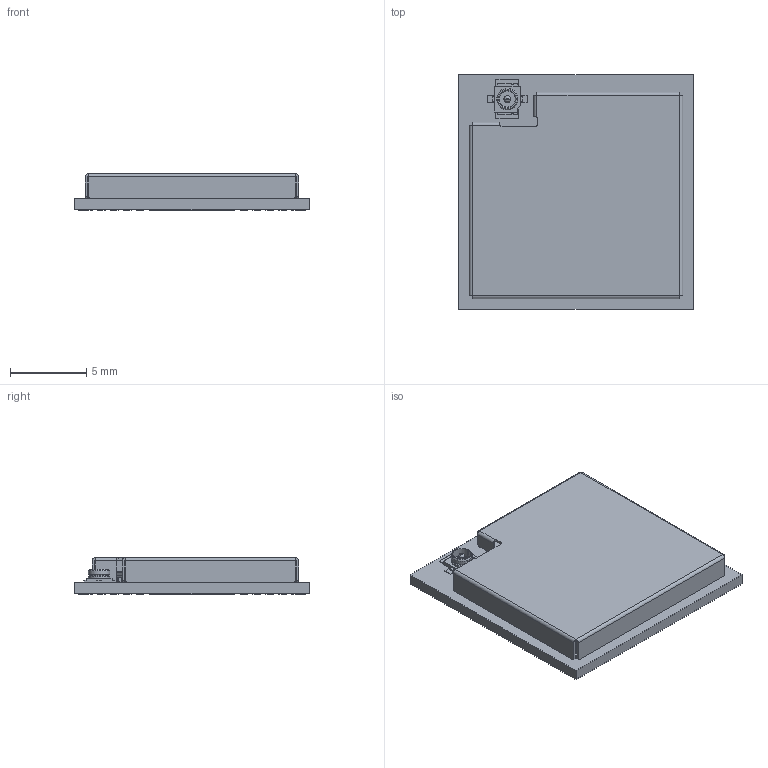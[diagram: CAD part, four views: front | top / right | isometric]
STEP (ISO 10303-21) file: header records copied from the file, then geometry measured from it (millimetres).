
FILE_DESCRIPTION (( 'STEP AP214' ), '1' );
FILE_NAME ('PCB_ESP32-S2-MINI-1U_20211119.STEP', '2021-11-19T06:46:50', ( '' ), ( '' ), 'SwSTEP 2.0', 'SolidWorks', '' );
FILE_SCHEMA (( 'AUTOMOTIVE_DESIGN' ));
Length unit declared in the file: millimetre
Products named in the file (247): uid__1-354^DesignRootModel_PCB_ESP32-S2-MINI-1U_V1(2)_PCB_ESP32-S2-MINI-1U_V1; uid__1-409^DesignRootModel_PCB_ESP32-S2-MINI-1U_V1(2)_PCB_ESP32-S2-MINI-1U_V1; uid__4-206^DesignRootModel_PCB_ESP32-S2-MINI-1U_V1(2)_PCB_ESP32-S2-MINI-1U_V1; Submodel-C0201_part^DesignRootModel_PCB_ESP32-S2-MINI-1U_V1(2)_PCB_ESP32-S2-MINI-1U_V1; uid__4-203^DesignRootModel_PCB_ESP32-S2-MINI-1U_V1(2)_PCB_ESP32-S2-MINI-1U_V1; uid__1-340^DesignRootModel_PCB_ESP32-S2-MINI-1U_V1(2)_PCB_ESP32-S2-MINI-1U_V1; Submodel-R0201_part^DesignRootModel_PCB_ESP32-S2-MINI-1U_V1(2)_PCB_ESP32-S2-MINI-1U_V1; uid__1-286^DesignRootModel_PCB_ESP32-S2-MINI-1U_V1(2)_PCB_ESP32-S2-MINI-1U_V1; uid__4-197^DesignRootModel_PCB_ESP32-S2-MINI-1U_V1(2)_PCB_ESP32-S2-MINI-1U_V1; uid__4-191^DesignRootModel_PCB_ESP32-S2-MINI-1U_V1(2)_PCB_ESP32-S2-MINI-1U_V1; uid__1-349^DesignRootModel_PCB_ESP32-S2-MINI-1U_V1(2)_PCB_ESP32-S2-MINI-1U_V1; uid__4-54^DesignRootModel_PCB_ESP32-S2-MINI-1U_V1(2)_PCB_ESP32-S2-MINI-1U_V1; uid__1-307^DesignRootModel_PCB_ESP32-S2-MINI-1U_V1(2)_PCB_ESP32-S2-MINI-1U_V1; uid__1-430^DesignRootModel_PCB_ESP32-S2-MINI-1U_V1(2)_PCB_ESP32-S2-MINI-1U_V1; C0201_20210301.STEP^Submodel-C0201_part_DesignRootModel_PCB_ESP32-S2-MINI-1U_V1(2)_PCB_ESP32-S2-MINI-1U_V1; uid__1-268^DesignRootModel_PCB_ESP32-S2-MINI-1U_V1(2)_PCB_ESP32-S2-MINI-1U_V1; DesignRootModel^PCB_ESP32-S2-MINI-1U_V1(2)_PCB_ESP32-S2-MINI-1U_V1; uid__4-14^DesignRootModel_PCB_ESP32-S2-MINI-1U_V1(2)_PCB_ESP32-S2-MINI-1U_V1; uid__1-439^DesignRootModel_PCB_ESP32-S2-MINI-1U_V1(2)_PCB_ESP32-S2-MINI-1U_V1; uid__4-77^DesignRootModel_PCB_ESP32-S2-MINI-1U_V1(2)_PCB_ESP32-S2-MINI-1U_V1; uid__1-281^DesignRootModel_PCB_ESP32-S2-MINI-1U_V1(2)_PCB_ESP32-S2-MINI-1U_V1; uid__1-425^DesignRootModel_PCB_ESP32-S2-MINI-1U_V1(2)_PCB_ESP32-S2-MINI-1U_V1; uid__1-245^DesignRootModel_PCB_ESP32-S2-MINI-1U_V1(2)_PCB_ESP32-S2-MINI-1U_V1; DFN1006.STEP^Submodel-SOD882_part_DesignRootModel_PCB_ESP32-S2-MINI-1U_V1(2)_PCB_ESP32-S2-MINI-1U_V1; uid__4-127^DesignRootModel_PCB_ESP32-S2-MINI-1U_V1(2)_PCB_ESP32-S2-MINI-1U_V1; uid__1-285^DesignRootModel_PCB_ESP32-S2-MINI-1U_V1(2)_PCB_ESP32-S2-MINI-1U_V1; uid__4-205^DesignRootModel_PCB_ESP32-S2-MINI-1U_V1(2)_PCB_ESP32-S2-MINI-1U_V1; R0201_20210301.STEP^Submodel-R0201_part_DesignRootModel_PCB_ESP32-S2-MINI-1U_V1(2)_PCB_ESP32-S2-MINI-1U_V1; uid__1-368^DesignRootModel_PCB_ESP32-S2-MINI-1U_V1(2)_PCB_ESP32-S2-MINI-1U_V1; uid__1-306^DesignRootModel_PCB_ESP32-S2-MINI-1U_V1(2)_PCB_ESP32-S2-MINI-1U_V1; uid__1-395^DesignRootModel_PCB_ESP32-S2-MINI-1U_V1(2)_PCB_ESP32-S2-MINI-1U_V1; ESP32-S2_20210301.STEP^Submodel-QFN56_0P4_7_part_DesignRootModel_PCB_ESP32-S2-MINI-1U_V1(2)_PCB_ESP32-S2-MINI-1U_V1; uid__1-331^DesignRootModel_PCB_ESP32-S2-MINI-1U_V1(2)_PCB_ESP32-S2-MINI-1U_V1; uid__1-284^DesignRootModel_PCB_ESP32-S2-MINI-1U_V1(2)_PCB_ESP32-S2-MINI-1U_V1; uid__4-4^DesignRootModel_PCB_ESP32-S2-MINI-1U_V1(2)_PCB_ESP32-S2-MINI-1U_V1; uid__1-427^DesignRootModel_PCB_ESP32-S2-MINI-1U_V1(2)_PCB_ESP32-S2-MINI-1U_V1; uid__4-68^DesignRootModel_PCB_ESP32-S2-MINI-1U_V1(2)_PCB_ESP32-S2-MINI-1U_V1; uid__1-299^DesignRootModel_PCB_ESP32-S2-MINI-1U_V1(2)_PCB_ESP32-S2-MINI-1U_V1; uid__4-13^DesignRootModel_PCB_ESP32-S2-MINI-1U_V1(2)_PCB_ESP32-S2-MINI-1U_V1; L0201_20210301.STEP^Submodel-L0201_part_DesignRootModel_PCB_ESP32-S2-MINI-1U_V1(2)_PCB_ESP32-S2-MINI-1U_V1 ...
Assembly tree (263 placements, depth 6):
  PCB_ESP32-S2-MINI-1U_20211119
    PCB_ESP32-S2-MINI-1U_V1(2)^PCB_ESP32-S2-MINI-1U_V1
      DesignRootModel^PCB_ESP32-S2-MINI-1U_V1(2)_PCB_ESP32-S2-MINI-1U_V1
        Submodel-SOD882_part^DesignRootModel_PCB_ESP32-S2-MINI-1U_V1(2)_PCB_ESP32-S2-MINI-1U_V1
          DFN1006.STEP^Submodel-SOD882_part_DesignRootModel_PCB_ESP32-S2-MINI-1U_V1(2)_PCB_ESP32-S2-MINI-1U_V1
            DFN1006.STEP^DFN1006.STEP_Submodel-SOD882_part_DesignRootModel_PCB_ESP32-S2-MINI-1U_V1(2)_PCB_ESP32-S2-MINI-1U_V1
        Submodel-IPEX_4P_part^DesignRootModel_PCB_ESP32-S2-MINI-1U_V1(2)_PCB_ESP32-S2-MINI-1U_V1
          ipx3.STEP^Submodel-IPEX_4P_part_DesignRootModel_PCB_ESP32-S2-MINI-1U_V1(2)_PCB_ESP32-S2-MINI-1U_V1
            ipx3.STEP^ipx3.STEP_Submodel-IPEX_4P_part_DesignRootModel_PCB_ESP32-S2-MINI-1U_V1(2)_PCB_ESP32-S2-MINI-1U_V1
        Submodel-C0201_part^DesignRootModel_PCB_ESP32-S2-MINI-1U_V1(2)_PCB_ESP32-S2-MINI-1U_V1
          C0201_20210301.STEP^Submodel-C0201_part_DesignRootModel_PCB_ESP32-S2-MINI-1U_V1(2)_PCB_ESP32-S2-MINI-1U_V1
            C0201_20210301.STEP^C0201_20210301.STEP_Submodel-C0201_part_DesignRootModel_PCB_ESP32-S2-MINI-1U_V1(2)_PCB_ESP32-S2-MINI-1U_V1
        Submodel-C0201_part^DesignRootModel_PCB_ESP32-S2-MINI-1U_V1(2)_PCB_ESP32-S2-MINI-1U_V1
          C0201_20210301.STEP^Submodel-C0201_part_DesignRootModel_PCB_ESP32-S2-MINI-1U_V1(2)_PCB_ESP32-S2-MINI-1U_V1
            C0201_20210301.STEP^C0201_20210301.STEP_Submodel-C0201_part_DesignRootModel_PCB_ESP32-S2-MINI-1U_V1(2)_PCB_ESP32-S2-MINI-1U_V1
        Submodel-R0201_part^DesignRootModel_PCB_ESP32-S2-MINI-1U_V1(2)_PCB_ESP32-S2-MINI-1U_V1
          R0201_20210301.STEP^Submodel-R0201_part_DesignRootModel_PCB_ESP32-S2-MINI-1U_V1(2)_PCB_ESP32-S2-MINI-1U_V1
            R0201_20210301.STEP^R0201_20210301.STEP_Submodel-R0201_part_DesignRootModel_PCB_ESP32-S2-MINI-1U_V1(2)_PCB_ESP32-S2-MINI-1U_V1
        Submodel-XTAL3225_part^DesignRootModel_PCB_ESP32-S2-MINI-1U_V1(2)_PCB_ESP32-S2-MINI-1U_V1
          XTAL3225_20210301.STEP^Submodel-XTAL3225_part_DesignRootModel_PCB_ESP32-S2-MINI-1U_V1(2)_PCB_ESP32-S2-MINI-1U_V1
            XTAL3225_20210301.STEP^XTAL3225_20210301.STEP_Submodel-XTAL3225_part_DesignRootModel_PCB_ESP32-S2-MINI-1U_V1(2)_PCB_ESP32-S2-MINI-1U_V1
        Submodel-QFN56_0P4_7_part^DesignRootModel_PCB_ESP32-S2-MINI-1U_V1(2)_PCB_ESP32-S2-MINI-1U_V1
          ESP32-S2_20210301.STEP^Submodel-QFN56_0P4_7_part_DesignRootModel_PCB_ESP32-S2-MINI-1U_V1(2)_PCB_ESP32-S2-MINI-1U_V1
            ESP32-S2_20210301.STEP^ESP32-S2_20210301.STEP_Submodel-QFN56_0P4_7_part_DesignRootModel_PCB_ESP32-S2-MINI-1U_V1(2)_PCB_ESP32-S2-MINI-1U_V1
        Submodel-C0201_part^DesignRootModel_PCB_ESP32-S2-MINI-1U_V1(2)_PCB_ESP32-S2-MINI-1U_V1
          C0201_20210301.STEP^Submodel-C0201_part_DesignRootModel_PCB_ESP32-S2-MINI-1U_V1(2)_PCB_ESP32-S2-MINI-1U_V1
            C0201_20210301.STEP^C0201_20210301.STEP_Submodel-C0201_part_DesignRootModel_PCB_ESP32-S2-MINI-1U_V1(2)_PCB_ESP32-S2-MINI-1U_V1
        Submodel-R0201_part^DesignRootModel_PCB_ESP32-S2-MINI-1U_V1(2)_PCB_ESP32-S2-MINI-1U_V1
          R0201_20210301.STEP^Submodel-R0201_part_DesignRootModel_PCB_ESP32-S2-MINI-1U_V1(2)_PCB_ESP32-S2-MINI-1U_V1
            R0201_20210301.STEP^R0201_20210301.STEP_Submodel-R0201_part_DesignRootModel_PCB_ESP32-S2-MINI-1U_V1(2)_PCB_ESP32-S2-MINI-1U_V1
        Submodel-R0201_part^DesignRootModel_PCB_ESP32-S2-MINI-1U_V1(2)_PCB_ESP32-S2-MINI-1U_V1
          R0201_20210301.STEP^Submodel-R0201_part_DesignRootModel_PCB_ESP32-S2-MINI-1U_V1(2)_PCB_ESP32-S2-MINI-1U_V1
            R0201_20210301.STEP^R0201_20210301.STEP_Submodel-R0201_part_DesignRootModel_PCB_ESP32-S2-MINI-1U_V1(2)_PCB_ESP32-S2-MINI-1U_V1
        Submodel-L0201_part^DesignRootModel_PCB_ESP32-S2-MINI-1U_V1(2)_PCB_ESP32-S2-MINI-1U_V1
          L0201_20210301.STEP^Submodel-L0201_part_DesignRootModel_PCB_ESP32-S2-MINI-1U_V1(2)_PCB_ESP32-S2-MINI-1U_V1
            L0201_20210301.STEP^L0201_20210301.STEP_Submodel-L0201_part_DesignRootModel_PCB_ESP32-S2-MINI-1U_V1(2)_PCB_ESP32-S2-MINI-1U_V1
        Submodel-C0402_part^DesignRootModel_PCB_ESP32-S2-MINI-1U_V1(2)_PCB_ESP32-S2-MINI-1U_V1
          C0402_20210301.STEP^Submodel-C0402_part_DesignRootModel_PCB_ESP32-S2-MINI-1U_V1(2)_PCB_ESP32-S2-MINI-1U_V1
            C0402_20210301.STEP^C0402_20210301.STEP_Submodel-C0402_part_DesignRootModel_PCB_ESP32-S2-MINI-1U_V1(2)_PCB_ESP32-S2-MINI-1U_V1
        Submodel-C0201_part^DesignRootModel_PCB_ESP32-S2-MINI-1U_V1(2)_PCB_ESP32-S2-MINI-1U_V1
          C0201_20210301.STEP^Submodel-C0201_part_DesignRootModel_PCB_ESP32-S2-MINI-1U_V1(2)_PCB_ESP32-S2-MINI-1U_V1
            C0201_20210301.STEP^C0201_20210301.STEP_Submodel-C0201_part_DesignRootModel_PCB_ESP32-S2-MINI-1U_V1(2)_PCB_ESP32-S2-MINI-1U_V1
        Submodel-C0201_part^DesignRootModel_PCB_ESP32-S2-MINI-1U_V1(2)_PCB_ESP32-S2-MINI-1U_V1
          C0201_20210301.STEP^Submodel-C0201_part_DesignRootModel_PCB_ESP32-S2-MINI-1U_V1(2)_PCB_ESP32-S2-MINI-1U_V1
            C0201_20210301.STEP^C0201_20210301.STEP_Submodel-C0201_part_DesignRootModel_PCB_ESP32-S2-MINI-1U_V1(2)_PCB_ESP32-S2-MINI-1U_V1
        Submodel-C0201_part^DesignRootModel_PCB_ESP32-S2-MINI-1U_V1(2)_PCB_ESP32-S2-MINI-1U_V1
          C0201_20210301.STEP^Submodel-C0201_part_DesignRootModel_PCB_ESP32-S2-MINI-1U_V1(2)_PCB_ESP32-S2-MINI-1U_V1
            C0201_20210301.STEP^C0201_20210301.STEP_Submodel-C0201_part_DesignRootModel_PCB_ESP32-S2-MINI-1U_V1(2)_PCB_ESP32-S2-MINI-1U_V1
        Submodel-C0201_part^DesignRootModel_PCB_ESP32-S2-MINI-1U_V1(2)_PCB_ESP32-S2-MINI-1U_V1
          C0201_20210301.STEP^Submodel-C0201_part_DesignRootModel_PCB_ESP32-S2-MINI-1U_V1(2)_PCB_ESP32-S2-MINI-1U_V1
            C0201_20210301.STEP^C0201_20210301.STEP_Submodel-C0201_part_DesignRootModel_PCB_ESP32-S2-MINI-1U_V1(2)_PCB_ESP32-S2-MINI-1U_V1
        Submodel-C0201_part^DesignRootModel_PCB_ESP32-S2-MINI-1U_V1(2)_PCB_ESP32-S2-MINI-1U_V1
          C0201_20210301.STEP^Submodel-C0201_part_DesignRootModel_PCB_ESP32-S2-MINI-1U_V1(2)_PCB_ESP32-S2-MINI-1U_V1
            C0201_20210301.STEP^C0201_20210301.STEP_Submodel-C0201_part_DesignRootModel_PCB_ESP32-S2-MINI-1U_V1(2)_PCB_ESP32-S2-MINI-1U_V1
        Submodel-C0201_part^DesignRootModel_PCB_ESP32-S2-MINI-1U_V1(2)_PCB_ESP32-S2-MINI-1U_V1
          C0201_20210301.STEP^Submodel-C0201_part_DesignRootModel_PCB_ESP32-S2-MINI-1U_V1(2)_PCB_ESP32-S2-MINI-1U_V1
            C0201_20210301.STEP^C0201_20210301.STEP_Submodel-C0201_part_DesignRootModel_PCB_ESP32-S2-MINI-1U_V1(2)_PCB_ESP32-S2-MINI-1U_V1
        Submodel-C0201_part^DesignRootModel_PCB_ESP32-S2-MINI-1U_V1(2)_PCB_ESP32-S2-MINI-1U_V1
          C0201_20210301.STEP^Submodel-C0201_part_DesignRootModel_PCB_ESP32-S2-MINI-1U_V1(2)_PCB_ESP32-S2-MINI-1U_V1
            C0201_20210301.STEP^C0201_20210301.STEP_Submodel-C0201_part_DesignRootModel_PCB_ESP32-S2-MINI-1U_V1(2)_PCB_ESP32-S2-MINI-1U_V1
Bounding box: 15.4 x 15.4 x 2.4 mm (x, y, z)
Volume: 260.9 mm3; surface area: 1430.2 mm2
Topology: 228 solids, 229 shells, 2923 faces, 6884 edges, 4337 vertices
Faces by surface type: plane 2131, cylinder 581, sphere 144, bspline 52, cone 9, torus 6
Entity records: 75903 total; most frequent: CARTESIAN_POINT 14955, DIRECTION 10504, ORIENTED_EDGE 10264, EDGE_CURVE 5132, VECTOR 4444, LINE 4444, VERTEX_POINT 3385, AXIS2_PLACEMENT_3D 3030
